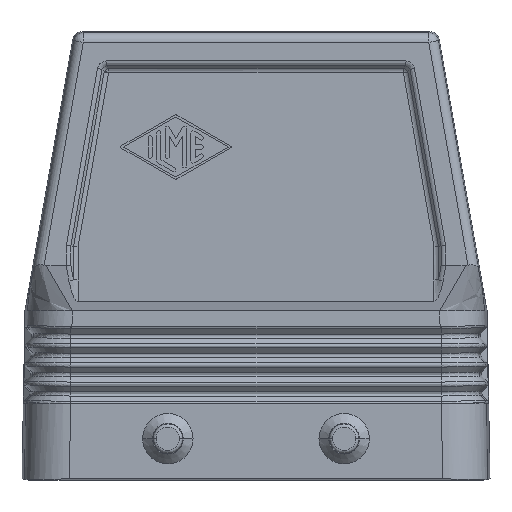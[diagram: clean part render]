
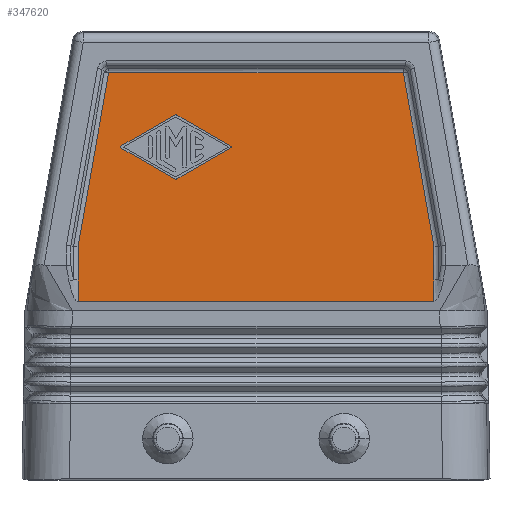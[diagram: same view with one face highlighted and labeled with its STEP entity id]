
A CAD part, front view. The second image highlights one B-rep face of the part: STEP entity #347620.
In plain terms, the highlighted face is planar.
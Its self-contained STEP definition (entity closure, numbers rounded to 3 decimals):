
#23780=CARTESIAN_POINT('',(74.12,40.071,
47.044));
#23790=VERTEX_POINT('',#23780);
#23950=CARTESIAN_POINT('',(74.12,39.74,
47.044));
#23960=VERTEX_POINT('',#23950);
#23990=CARTESIAN_POINT('',(74.12,39.906,47.334));
#24000=DIRECTION('',(-1.,0.,0.));
#24010=DIRECTION('',(0.,-1.,0.));
#24020=AXIS2_PLACEMENT_3D('',#23990,#24000,#24010);
#24030=CIRCLE('',#24020,0.333);
#24040=EDGE_CURVE('',#23790,#23960,#24030,.T.);
#117440=CARTESIAN_POINT('',(74.12,39.74,
56.956));
#117450=VERTEX_POINT('',#117440);
#117610=CARTESIAN_POINT('',(74.12,40.071,
56.956));
#117620=VERTEX_POINT('',#117610);
#117650=CARTESIAN_POINT('',(74.12,39.906,56.666));
#117660=DIRECTION('',(-1.,0.,0.));
#117670=DIRECTION('',(0.,-1.,0.));
#117680=AXIS2_PLACEMENT_3D('',#117650,#117660,#117670);
#117690=CIRCLE('',#117680,0.333);
#117700=EDGE_CURVE('',#117450,#117620,#117690,.T.);
#187190=CARTESIAN_POINT('',(74.12,31.324,
51.855));
#187200=VERTEX_POINT('',#187190);
#187230=CARTESIAN_POINT('',(74.12,24.963,
55.491));
#187240=DIRECTION('',(0.,-0.868,0.496));
#187250=VECTOR('',#187240,1.);
#187260=LINE('',#187230,#187250);
#187270=EDGE_CURVE('',#23960,#187200,#187260,.T.);
#187500=CARTESIAN_POINT('',(74.12,31.324,
52.145));
#187510=VERTEX_POINT('',#187500);
#187610=CARTESIAN_POINT('',(74.12,24.963,
48.509));
#187620=DIRECTION('',(0.,0.868,0.496));
#187630=VECTOR('',#187620,1.);
#187640=LINE('',#187610,#187630);
#187650=EDGE_CURVE('',#187510,#117450,#187640,.T.);
#280050=CARTESIAN_POINT('',(74.12,48.487,
52.145));
#280060=VERTEX_POINT('',#280050);
#280090=CARTESIAN_POINT('',(74.12,24.963,
65.591));
#280100=DIRECTION('',(0.,0.868,-0.496));
#280110=VECTOR('',#280100,1.);
#280120=LINE('',#280090,#280110);
#280130=EDGE_CURVE('',#117620,#280060,#280120,.T.);
#344770=CARTESIAN_POINT('',(74.12,48.487,
51.855));
#344780=VERTEX_POINT('',#344770);
#344810=CARTESIAN_POINT('',(74.12,48.405,52.));
#344820=DIRECTION('',(-1.,0.,0.));
#344830=DIRECTION('',(0.,-1.,0.));
#344840=AXIS2_PLACEMENT_3D('',#344810,#344820,#344830);
#344850=CIRCLE('',#344840,0.167);
#344860=EDGE_CURVE('',#280060,#344780,#344850,.T.);
#346620=CARTESIAN_POINT('',(74.12,54.827,
50.993));
#346630=DIRECTION('',(1.,0.,0.));
#346640=DIRECTION('',(0.,1.,0.));
#346650=AXIS2_PLACEMENT_3D('',#346620,#346630,#346640);
#346660=PLANE('',#346650);
#346670=CARTESIAN_POINT('',(74.12,31.407,52.));
#346680=DIRECTION('',(-1.,0.,0.));
#346690=DIRECTION('',(0.,-1.,0.));
#346700=AXIS2_PLACEMENT_3D('',#346670,#346680,#346690);
#346710=CIRCLE('',#346700,0.167);
#346720=EDGE_CURVE('',#187200,#187510,#346710,.T.);
#346730=ORIENTED_EDGE('',*,*,#346720,.F.);
#346740=ORIENTED_EDGE('',*,*,#187650,.F.);
#346750=ORIENTED_EDGE('',*,*,#117700,.F.);
#346760=ORIENTED_EDGE('',*,*,#280130,.F.);
#346770=ORIENTED_EDGE('',*,*,#344860,.F.);
#346780=CARTESIAN_POINT('',(74.12,24.963,
38.409));
#346790=DIRECTION('',(0.,-0.868,-0.496));
#346800=VECTOR('',#346790,1.);
#346810=LINE('',#346780,#346800);
#346820=EDGE_CURVE('',#344780,#23790,#346810,.T.);
#346830=ORIENTED_EDGE('',*,*,#346820,.F.);
#346840=ORIENTED_EDGE('',*,*,#24040,.F.);
#346850=ORIENTED_EDGE('',*,*,#187270,.F.);
#346860=EDGE_LOOP('',(#346850,#346840,#346830,#346770,#346760,#346750,
#346740,#346730));
#346870=FACE_BOUND('',#346860,.T.);
#346880=CARTESIAN_POINT('',(74.12,25.163,
63.586));
#346890=DIRECTION('',(0.,1.,0.));
#346900=VECTOR('',#346890,1.);
#346910=LINE('',#346880,#346900);
#346920=CARTESIAN_POINT('',(74.12,4.434,
63.586));
#346930=VERTEX_POINT('',#346920);
#346940=CARTESIAN_POINT('',(74.12,50.387,
63.586));
#346950=VERTEX_POINT('',#346940);
#346960=EDGE_CURVE('',#346930,#346950,#346910,.T.);
#346970=ORIENTED_EDGE('',*,*,#346960,.T.);
#346980=CARTESIAN_POINT('',(74.12,-0.738,
34.229));
#346990=DIRECTION('',(0.,0.174,0.985));
#347000=VECTOR('',#346990,1.);
#347010=LINE('',#346980,#347000);
#347020=CARTESIAN_POINT('',(74.12,-0.345,
36.458));
#347030=VERTEX_POINT('',#347020);
#347040=EDGE_CURVE('',#347030,#346930,#347010,.T.);
#347050=ORIENTED_EDGE('',*,*,#347040,.T.);
#347060=CARTESIAN_POINT('',(74.12,-0.345,
34.229));
#347070=DIRECTION('',(0.,0.,1.));
#347080=VECTOR('',#347070,1.);
#347090=LINE('',#347060,#347080);
#347100=CARTESIAN_POINT('',(74.12,-0.345,
31.259));
#347110=VERTEX_POINT('',#347100);
#347120=EDGE_CURVE('',#347110,#347030,#347090,.T.);
#347130=ORIENTED_EDGE('',*,*,#347120,.T.);
#347140=CARTESIAN_POINT('',(74.12,-0.345,
31.259));
#347150=CARTESIAN_POINT('',(74.12,-0.345,
30.694));
#347160=CARTESIAN_POINT('',(74.12,-0.345,
30.13));
#347170=CARTESIAN_POINT('',(74.12,-0.345,
29.565));
#347180=CARTESIAN_POINT('',(74.12,-0.345,
29.));
#347190=CARTESIAN_POINT('',(74.12,-0.345,
28.436));
#347200=CARTESIAN_POINT('',(74.12,-0.345,
27.871));
#347210=B_SPLINE_CURVE_WITH_KNOTS('',6,(#347140,#347150,#347160,#347170,
#347180,#347190,#347200),.UNSPECIFIED.,.F.,.F.,(7,7),(0.,1.),
.UNSPECIFIED.);
#347220=CARTESIAN_POINT('',(74.12,-0.345,
27.871));
#347230=VERTEX_POINT('',#347220);
#347240=EDGE_CURVE('',#347110,#347230,#347210,.T.);
#347250=ORIENTED_EDGE('',*,*,#347240,.F.);
#347260=CARTESIAN_POINT('',(74.12,25.163,
27.871));
#347270=DIRECTION('',(0.,1.,0.));
#347280=VECTOR('',#347270,1.);
#347290=LINE('',#347260,#347280);
#347300=CARTESIAN_POINT('',(74.12,55.165,
27.871));
#347310=VERTEX_POINT('',#347300);
#347320=EDGE_CURVE('',#347230,#347310,#347290,.T.);
#347330=ORIENTED_EDGE('',*,*,#347320,.F.);
#347340=CARTESIAN_POINT('',(74.12,55.165,
27.871));
#347350=CARTESIAN_POINT('',(74.12,55.165,
28.436));
#347360=CARTESIAN_POINT('',(74.12,55.165,
29.));
#347370=CARTESIAN_POINT('',(74.12,55.165,
29.565));
#347380=CARTESIAN_POINT('',(74.12,55.165,
30.13));
#347390=CARTESIAN_POINT('',(74.12,55.165,
30.694));
#347400=CARTESIAN_POINT('',(74.12,55.165,
31.259));
#347410=B_SPLINE_CURVE_WITH_KNOTS('',6,(#347340,#347350,#347360,#347370,
#347380,#347390,#347400),.UNSPECIFIED.,.F.,.F.,(7,7),(0.,1.),
.UNSPECIFIED.);
#347420=CARTESIAN_POINT('',(74.12,55.165,
31.259));
#347430=VERTEX_POINT('',#347420);
#347440=EDGE_CURVE('',#347310,#347430,#347410,.T.);
#347450=ORIENTED_EDGE('',*,*,#347440,.F.);
#347460=CARTESIAN_POINT('',(74.12,55.165,
34.229));
#347470=DIRECTION('',(0.,0.,1.));
#347480=VECTOR('',#347470,1.);
#347490=LINE('',#347460,#347480);
#347500=CARTESIAN_POINT('',(74.12,55.165,
36.464));
#347510=VERTEX_POINT('',#347500);
#347520=EDGE_CURVE('',#347430,#347510,#347490,.T.);
#347530=ORIENTED_EDGE('',*,*,#347520,.F.);
#347540=CARTESIAN_POINT('',(74.12,55.559,
34.229));
#347550=DIRECTION('',(0.,-0.174,0.985));
#347560=VECTOR('',#347550,1.);
#347570=LINE('',#347540,#347560);
#347580=EDGE_CURVE('',#347510,#346950,#347570,.T.);
#347590=ORIENTED_EDGE('',*,*,#347580,.F.);
#347600=EDGE_LOOP('',(#347590,#347530,#347450,#347330,#347250,#347130,
#347050,#346970));
#347610=FACE_OUTER_BOUND('',#347600,.T.);
#347620=ADVANCED_FACE('',(#346870,#347610),#346660,.F.);
